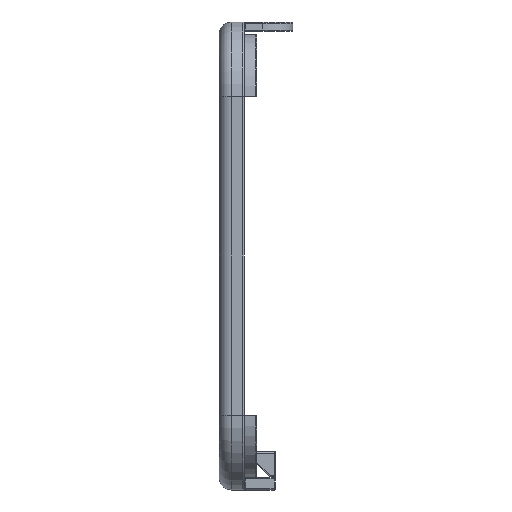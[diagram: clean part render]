
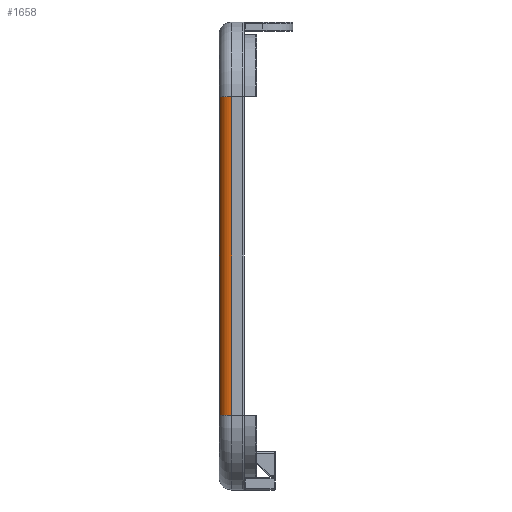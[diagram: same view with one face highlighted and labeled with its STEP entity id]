
A CAD part, left-side view. The second image highlights one B-rep face of the part: STEP entity #1658.
In plain terms, the highlighted cylindrical face has radius 2 mm (diameter 4 mm), a partial arc.
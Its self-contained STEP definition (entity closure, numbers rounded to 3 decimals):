
#86 = FACE_OUTER_BOUND ( 'NONE', #9537, .T. ) ;
#391 = ORIENTED_EDGE ( 'NONE', *, *, #11847, .T. ) ;
#433 = CARTESIAN_POINT ( 'NONE',  ( -72., 2., -25.5 ) ) ;
#481 = CARTESIAN_POINT ( 'NONE',  ( -70., 2., -25.5 ) ) ;
#519 = CIRCLE ( 'NONE', #7584, 2. ) ;
#1163 = EDGE_CURVE ( 'NONE', #12002, #13379, #7509, .T. ) ;
#1492 = VERTEX_POINT ( 'NONE', #13241 ) ;
#1658 = ADVANCED_FACE ( 'NONE', ( #86 ), #5699, .T. ) ;
#1883 = CARTESIAN_POINT ( 'NONE',  ( -72., 2., 25.5 ) ) ;
#2059 = DIRECTION ( 'NONE',  ( 0., 0., 1. ) ) ;
#2128 = LINE ( 'NONE', #13359, #5259 ) ;
#2247 = AXIS2_PLACEMENT_3D ( 'NONE', #481, #8370, #4022 ) ;
#2370 = VECTOR ( 'NONE', #12835, 1000. ) ;
#2378 = DIRECTION ( 'NONE',  ( -1., 0., 0. ) ) ;
#3892 = DIRECTION ( 'NONE',  ( 1., 0., 0. ) ) ;
#4022 = DIRECTION ( 'NONE',  ( 1., 0., 0. ) ) ;
#5259 = VECTOR ( 'NONE', #2059, 1000. ) ;
#5699 = CYLINDRICAL_SURFACE ( 'NONE', #12532, 2. ) ;
#5853 = ORIENTED_EDGE ( 'NONE', *, *, #8066, .F. ) ;
#7509 = LINE ( 'NONE', #433, #2370 ) ;
#7584 = AXIS2_PLACEMENT_3D ( 'NONE', #8537, #14015, #3892 ) ;
#8066 = EDGE_CURVE ( 'NONE', #8123, #1492, #2128, .T. ) ;
#8123 = VERTEX_POINT ( 'NONE', #9285 ) ;
#8146 = CARTESIAN_POINT ( 'NONE',  ( -72., 2., -25.5 ) ) ;
#8328 = EDGE_CURVE ( 'NONE', #1492, #12002, #519, .T. ) ;
#8370 = DIRECTION ( 'NONE',  ( 0., 0., 1. ) ) ;
#8537 = CARTESIAN_POINT ( 'NONE',  ( -70., 2., 25.5 ) ) ;
#9285 = CARTESIAN_POINT ( 'NONE',  ( -70., 4., -25.5 ) ) ;
#9537 = EDGE_LOOP ( 'NONE', ( #391, #13143, #10420, #5853 ) ) ;
#10200 = CARTESIAN_POINT ( 'NONE',  ( -70., 2., 25.5 ) ) ;
#10420 = ORIENTED_EDGE ( 'NONE', *, *, #8328, .F. ) ;
#11158 = DIRECTION ( 'NONE',  ( 0., 0., -1. ) ) ;
#11847 = EDGE_CURVE ( 'NONE', #8123, #13379, #12860, .T. ) ;
#12002 = VERTEX_POINT ( 'NONE', #1883 ) ;
#12532 = AXIS2_PLACEMENT_3D ( 'NONE', #10200, #11158, #2378 ) ;
#12835 = DIRECTION ( 'NONE',  ( 0., 0., -1. ) ) ;
#12860 = CIRCLE ( 'NONE', #2247, 2. ) ;
#13143 = ORIENTED_EDGE ( 'NONE', *, *, #1163, .F. ) ;
#13241 = CARTESIAN_POINT ( 'NONE',  ( -70., 4., 25.5 ) ) ;
#13359 = CARTESIAN_POINT ( 'NONE',  ( -70., 4., 25.5 ) ) ;
#13379 = VERTEX_POINT ( 'NONE', #8146 ) ;
#14015 = DIRECTION ( 'NONE',  ( 0., 0., 1. ) ) ;
